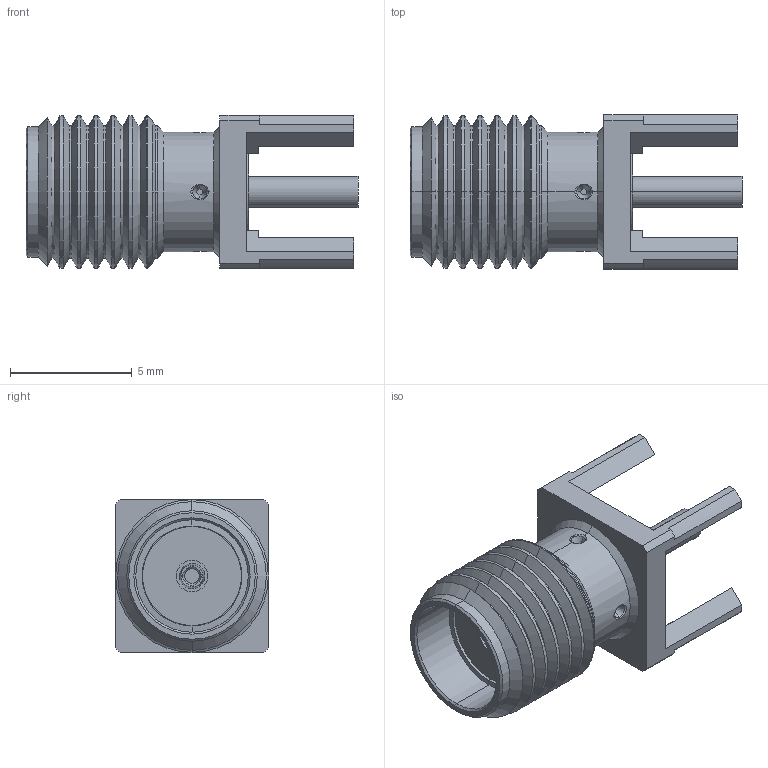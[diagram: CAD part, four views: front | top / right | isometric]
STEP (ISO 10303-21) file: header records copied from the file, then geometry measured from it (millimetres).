
FILE_DESCRIPTION (( 'STEP AP203' ), '1' );
FILE_NAME ('R125.426.000 D.STEP', '2012-05-03T08:35:16', ( 'user' ), ( '' ), 'SwSTEP 2.0', 'SolidWorks 2011', '' );
FILE_SCHEMA (( 'CONFIG_CONTROL_DESIGN' ));
Length unit declared in the file: millimetre
Products named in the file (1): R125.426.000 D
Bounding box: 13.62 x 6.31 x 6.31 mm (x, y, z)
Volume: 224.9 mm3; surface area: 455.7 mm2
Topology: 1 solids, 1 shells, 180 faces, 427 edges, 262 vertices
Faces by surface type: cone 65, cylinder 63, plane 44, bspline 8
Entity records: 5912 total; most frequent: CARTESIAN_POINT 1689, DIRECTION 895, ORIENTED_EDGE 854, EDGE_CURVE 427, AXIS2_PLACEMENT_3D 348, VERTEX_POINT 262, VECTOR 199, LINE 199
